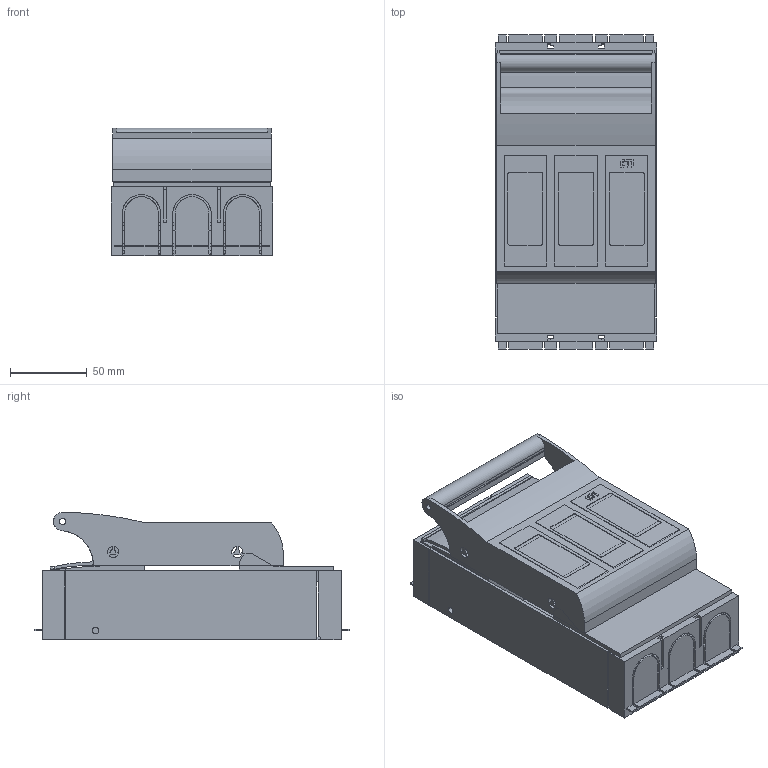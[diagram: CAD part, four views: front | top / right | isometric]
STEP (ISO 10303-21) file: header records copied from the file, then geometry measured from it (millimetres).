
FILE_DESCRIPTION((''),'2;1');
FILE_NAME('KVL-00_3P_M8-M8_LED_ASM','2018-02-27T',('luka.skrinjar'),('Audax d.o.o.'),'CREO PARAMETRIC BY PTC INC, 2016050','CREO PARAMETRIC BY PTC INC, 2016050','');
FILE_SCHEMA(('AUTOMOTIVE_DESIGN { 1 0 10303 214 1 1 1 1 }'));
Length unit declared in the file: millimetre
Products named in the file (12): 34170_L_TRENNERGEHAEUSE_GR00__2; 153126_L01_FEDERKONTAKT_GR00; 34171_L_ABDECKUNG_OBEN_GR00_3_2; 34200_L_FRONTPLATTE_GR00_3-_AF0; 34207_L01_SCHEIBE_GR00-KETO_1_2; 34200_L01_FRONTPLATTE_GR00__AF0_ASM; 65716_SECHSKANTSCHRAUBE_MIT_RIN; 152401_GEWINDEPLATTE; 34172_L_ABDECKUNG_UNTEN_GR00__2; T500113000_L_NH-SICH-LASTTR_AF0_ASM; 34207_L01_1_AF0; KVL-00_3P_M8-M8_LED_ASM
Assembly tree (27 placements, depth 4):
  KVL-00_3P_M8-M8_LED_ASM
    T500113000_L_NH-SICH-LASTTR_AF0_ASM
      34170_L_TRENNERGEHAEUSE_GR00__2
      153126_L01_FEDERKONTAKT_GR00  x6
      34171_L_ABDECKUNG_OBEN_GR00_3_2
      34200_L01_FRONTPLATTE_GR00__AF0_ASM
        34200_L_FRONTPLATTE_GR00_3-_AF0
        34207_L01_SCHEIBE_GR00-KETO_1_2  x2
      65716_SECHSKANTSCHRAUBE_MIT_RIN  x6
      152401_GEWINDEPLATTE  x6
      34172_L_ABDECKUNG_UNTEN_GR00__2
    34207_L01_1_AF0
Bounding box: 105.5 x 204.95 x 83.19 mm (x, y, z)
Volume: 649069.7 mm3; surface area: 274275.1 mm2
Topology: 25 solids, 25 shells, 1826 faces, 5665 edges, 3858 vertices
Faces by surface type: plane 1336, cylinder 412, cone 78
Entity records: 62101 total; most frequent: CARTESIAN_POINT 9224, ORIENTED_EDGE 8542, DIRECTION 7673, PRESENTATION_STYLE_ASSIGNMENT 4335, STYLED_ITEM 4280, CURVE_STYLE 4271, EDGE_CURVE 4271, VECTOR 3397
